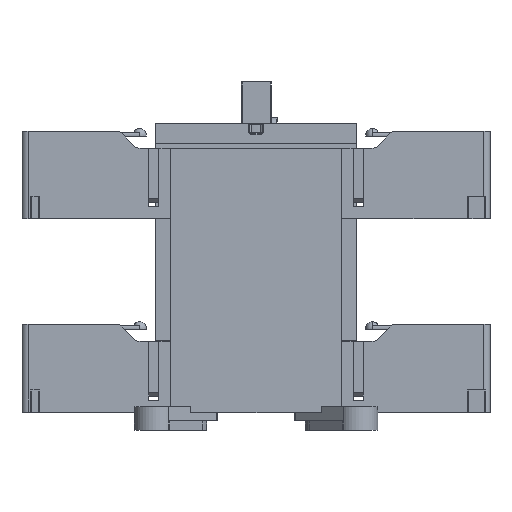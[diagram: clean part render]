
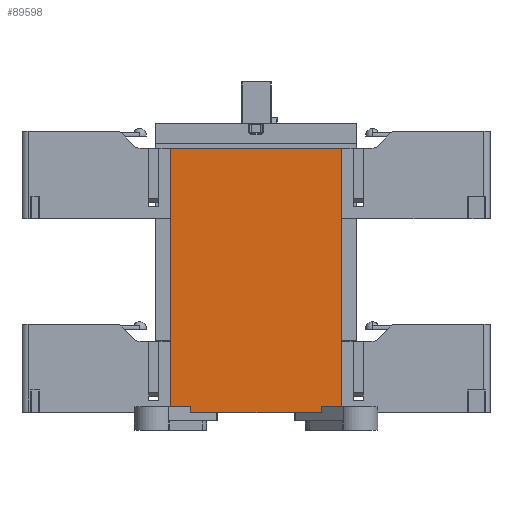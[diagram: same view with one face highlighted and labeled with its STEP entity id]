
A CAD part, left-side view. The second image highlights one B-rep face of the part: STEP entity #89598.
In plain terms, the highlighted planar face has unit normal (-1, 0, 0).
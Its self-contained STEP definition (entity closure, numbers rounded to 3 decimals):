
#29343=DIRECTION('',(0.,-1.,0.));
#29344=VECTOR('',#29343,14.142);
#29345=CARTESIAN_POINT('',(106.003,51.657,139.375));
#29346=LINE('',#29345,#29344);
#29622=DIRECTION('',(0.,0.,-1.));
#29623=VECTOR('',#29622,131.3);
#29624=CARTESIAN_POINT('',(106.003,37.515,270.675));
#29625=LINE('',#29624,#29623);
#29626=DIRECTION('',(0.,1.,0.));
#29627=VECTOR('',#29626,56.716);
#29628=CARTESIAN_POINT('',(106.003,51.657,139.375));
#29629=LINE('',#29628,#29627);
#29630=DIRECTION('',(0.,0.,1.));
#29631=VECTOR('',#29630,131.3);
#29632=CARTESIAN_POINT('',(106.003,122.515,139.375));
#29633=LINE('',#29632,#29631);
#29634=DIRECTION('',(0.,-1.,0.));
#29635=VECTOR('',#29634,85.);
#29636=CARTESIAN_POINT('',(106.003,122.515,270.675));
#29637=LINE('',#29636,#29635);
#29658=DIRECTION('',(0.,-1.,0.));
#29659=VECTOR('',#29658,14.142);
#29660=CARTESIAN_POINT('',(106.003,122.515,139.375));
#29661=LINE('',#29660,#29659);
#39343=CARTESIAN_POINT('',(106.003,108.373,139.375));
#39344=VERTEX_POINT('',#39343);
#39353=CARTESIAN_POINT('',(106.003,122.515,139.375));
#39354=VERTEX_POINT('',#39353);
#39363=CARTESIAN_POINT('',(106.003,122.515,270.675));
#39364=VERTEX_POINT('',#39363);
#40225=CARTESIAN_POINT('',(106.003,51.657,139.375));
#40226=VERTEX_POINT('',#40225);
#40297=CARTESIAN_POINT('',(106.003,37.515,139.375));
#40298=VERTEX_POINT('',#40297);
#40311=CARTESIAN_POINT('',(106.003,37.515,270.675));
#40312=VERTEX_POINT('',#40311);
#89584=CARTESIAN_POINT('',(106.003,46.015,254.175));
#89585=DIRECTION('',(-1.,0.,0.));
#89586=DIRECTION('',(0.,-1.,0.));
#89587=AXIS2_PLACEMENT_3D('',#89584,#89585,#89586);
#89588=PLANE('',#89587);
#89589=ORIENTED_EDGE('',*,*,#60975,.T.);
#89590=ORIENTED_EDGE('',*,*,#89265,.F.);
#89591=ORIENTED_EDGE('',*,*,#89049,.T.);
#89593=ORIENTED_EDGE('',*,*,#89592,.F.);
#89594=ORIENTED_EDGE('',*,*,#46873,.T.);
#89595=ORIENTED_EDGE('',*,*,#59396,.T.);
#89596=EDGE_LOOP('',(#89589,#89590,#89591,#89593,#89594,#89595));
#89597=FACE_OUTER_BOUND('',#89596,.F.);
#46873=EDGE_CURVE('',#39354,#39364,#29633,.T.);
#59396=EDGE_CURVE('',#39364,#40312,#29637,.T.);
#60975=EDGE_CURVE('',#40312,#40298,#29625,.T.);
#89049=EDGE_CURVE('',#40226,#39344,#29629,.T.);
#89265=EDGE_CURVE('',#40226,#40298,#29346,.T.);
#89592=EDGE_CURVE('',#39354,#39344,#29661,.T.);
#89598=ADVANCED_FACE('',(#89597),#89588,.T.);
